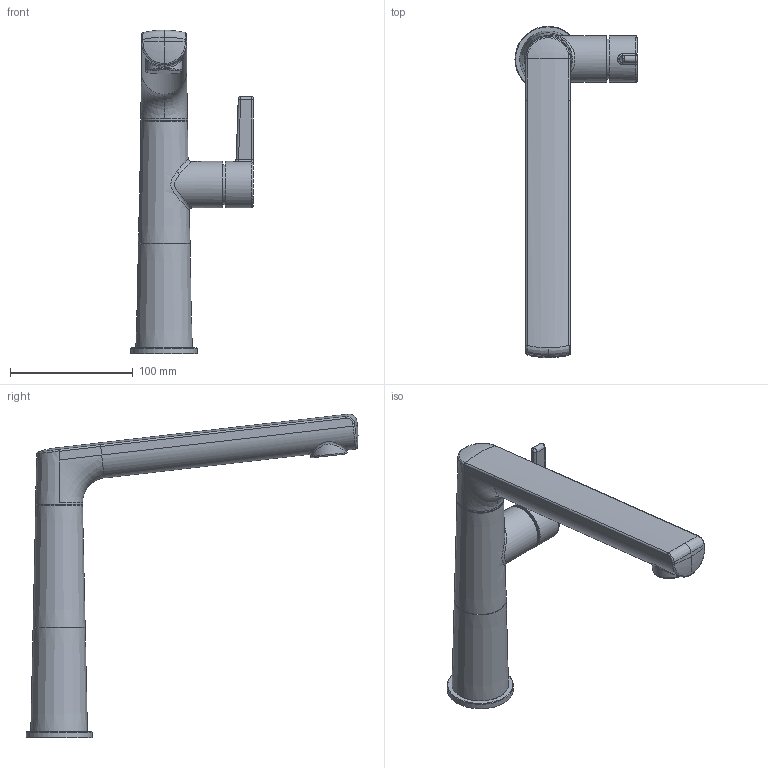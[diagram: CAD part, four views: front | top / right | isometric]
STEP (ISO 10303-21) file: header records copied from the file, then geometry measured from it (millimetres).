
FILE_DESCRIPTION(/* description */ (''),/* implementation_level */ '2;1');
FILE_NAME(/* name */ '3D_926700_SoranpSky.step',/* time_stamp */ '2022-12-13T13:44:21+01:00',/* author */ (''),/* organization */ (''),/* preprocessor_version */ 'ST-DEVELOPER v19.2',/* originating_system */ 'Autodesk Translation Framework v11.17.0.187',/* authorisation */ '');
FILE_SCHEMA (('AUTOMOTIVE_DESIGN { 1 0 10303 214 3 1 1 }'));
Length unit declared in the file: millimetre
Products named in the file (7): (Nicht gespeichert); ASM0002_ASM; PRT0001; PRT0002; PRT0003; PRT0004; KAE-ES_S02_KONZEPT_05-DISTANZSC
Assembly tree (6 placements, depth 3):
  (Nicht gespeichert)
    ASM0002_ASM
      PRT0001
      PRT0002
      PRT0003
      PRT0004
      KAE-ES_S02_KONZEPT_05-DISTANZSC
Bounding box: 99.5 x 270.72 x 264.04 mm (x, y, z)
Volume: 596433.2 mm3; surface area: 85427.6 mm2
Topology: 5 solids, 5 shells, 95 faces, 189 edges, 114 vertices
Faces by surface type: cylinder 27, bspline 27, plane 26, torus 12, cone 3
Full cylindrical faces by diameter (mm): 29.65 x3, 30 x4, 32.5 x1, 32.9 x1, 38 x2, 54 x1
Entity records: 10766 total; most frequent: CARTESIAN_POINT 8727, DIRECTION 382, ORIENTED_EDGE 378, EDGE_CURVE 189, AXIS2_PLACEMENT_3D 165, VERTEX_POINT 114, EDGE_LOOP 105, FACE_OUTER_BOUND 95
